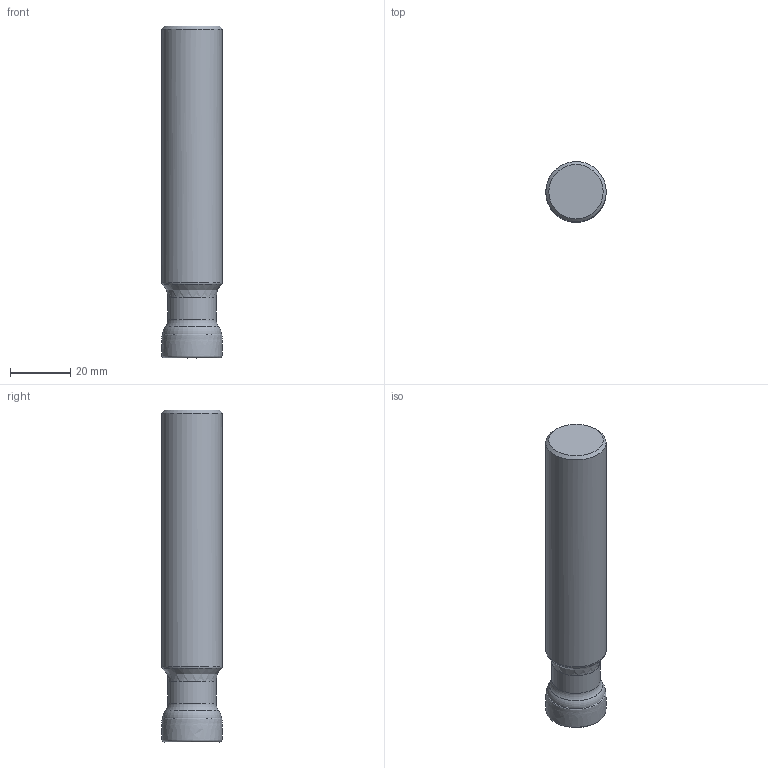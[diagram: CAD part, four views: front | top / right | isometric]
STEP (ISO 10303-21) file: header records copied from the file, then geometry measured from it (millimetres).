
FILE_DESCRIPTION(/* description */ (''),/* implementation_level */ '2;1');
FILE_NAME(/* name */ 'toolassembly_1.stp',/* time_stamp */ '2018-06-25T14:47:01+02:00',/* author */ (''),/* organization */ ('SMS'),/* preprocessor_version */ 'ST-DEVELOPER v15',/* originating_system */ 'SIEMENS PLM Software NX 8.5',/* authorisation */ '');
FILE_SCHEMA (('AUTOMOTIVE_DESIGN { 1 0 10303 214 3 1 1 1 }'));
Length unit declared in the file: millimetre
Products named in the file (4): ASSEMBLY_CONSTRUCTION; CUT_20180625144616; NOCUT_20180625144614; TOOLASSEMBLY_1
Assembly tree (3 placements, depth 2):
  TOOLASSEMBLY_1
    NOCUT_20180625144614
    CUT_20180625144616
    ASSEMBLY_CONSTRUCTION
Bounding box: 20 x 19.99 x 110 mm (x, y, z)
Volume: 35064.1 mm3; surface area: 8413 mm2
Topology: 2 solids, 2 shells, 15 faces, 29 edges, 24 vertices
Faces by surface type: cone 4, torus 4, plane 3, cylinder 2, revolution 1, bspline 1
Full cylindrical faces by diameter (mm): 16 x1, 20 x1
Entity records: 5330 total; most frequent: CARTESIAN_POINT 4899, DIRECTION 75, AXIS2_PLACEMENT_3D 37, EDGE_LOOP 26, ORIENTED_EDGE 26, FACE_BOUND 25, STYLED_ITEM 17, PRESENTATION_STYLE_ASSIGNMENT 17
